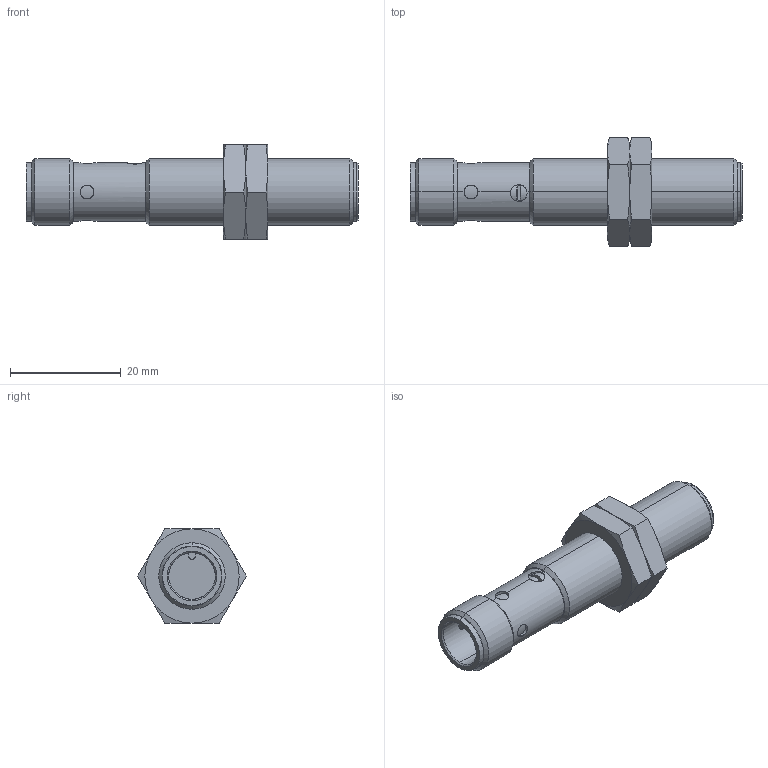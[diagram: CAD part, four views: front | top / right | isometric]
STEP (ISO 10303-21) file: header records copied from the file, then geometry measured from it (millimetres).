
FILE_DESCRIPTION (( 'STEP AP214' ), '1' );
FILE_NAME ('CM1-AP-1H.step', '2018-04-17T19:15:54', ( '' ), ( '' ), 'SwSTEP 2.0', 'SolidWorks 2017', '' );
FILE_SCHEMA (( 'AUTOMOTIVE_DESIGN' ));
Length unit declared in the file: inch
Products named in the file (1): CM1-AP-1H
Bounding box: 59.85 x 19.63 x 17 mm (x, y, z)
Volume: 7053.1 mm3; surface area: 4025.7 mm2
Topology: 3 solids, 4 shells, 116 faces, 252 edges, 152 vertices
Faces by surface type: cone 42, cylinder 38, plane 36
Entity records: 5097 total; most frequent: CARTESIAN_POINT 1072, ORIENTED_EDGE 504, DIRECTION 500, EDGE_CURVE 252, AXIS2_PLACEMENT_3D 205, VERTEX_POINT 152, EDGE_LOOP 128, LENGTH_MEASURE_WITH_UNIT 121
